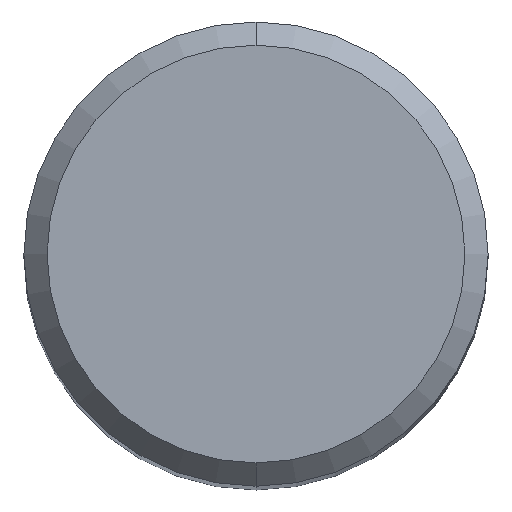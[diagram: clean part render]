
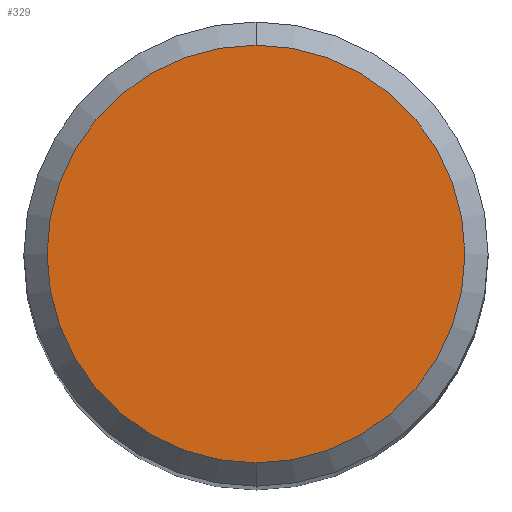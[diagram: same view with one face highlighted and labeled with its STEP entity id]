
A CAD part, top view. The second image highlights one B-rep face of the part: STEP entity #329.
In plain terms, the highlighted planar face has unit normal (0, 0, 1).
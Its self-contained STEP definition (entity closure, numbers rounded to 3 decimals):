
#195=VERTEX_POINT('',#505);
#329=ADVANCED_FACE('',(#653),#654,.T.);
#385=VERTEX_POINT('',#716);
#423=EDGE_CURVE('',#385,#195,#755,.T.);
#453=EDGE_CURVE('',#195,#385,#788,.T.);
#505=CARTESIAN_POINT('',(0.0,4.5,0.0));
#653=FACE_OUTER_BOUND('',#1153,.T.);
#654=PLANE('',#1154);
#716=CARTESIAN_POINT('',(0.,-4.5,0.0));
#755=CIRCLE('',#1383,4.5);
#788=CIRCLE('',#1463,4.5);
#1153=EDGE_LOOP('',(#1677,#1678));
#1154=AXIS2_PLACEMENT_3D('',#1679,#1680,#1681);
#1383=AXIS2_PLACEMENT_3D('',#1788,#1789,#1790);
#1463=AXIS2_PLACEMENT_3D('',#1819,#1820,#1821);
#1677=ORIENTED_EDGE('',*,*,#453,.F.);
#1678=ORIENTED_EDGE('',*,*,#423,.F.);
#1679=CARTESIAN_POINT('',(0.0,2.25,0.0));
#1680=DIRECTION('',(-0.0,0.0,1.0));
#1681=DIRECTION('',(0.0,-1.0,0.0));
#1788=CARTESIAN_POINT('',(0.0,0.0,0.0));
#1789=DIRECTION('',(0.0,0.0,-1.0));
#1790=DIRECTION('',(0.0,1.0,0.0));
#1819=CARTESIAN_POINT('',(0.0,0.0,0.0));
#1820=DIRECTION('',(0.0,0.0,-1.0));
#1821=DIRECTION('',(0.0,1.0,0.0));
